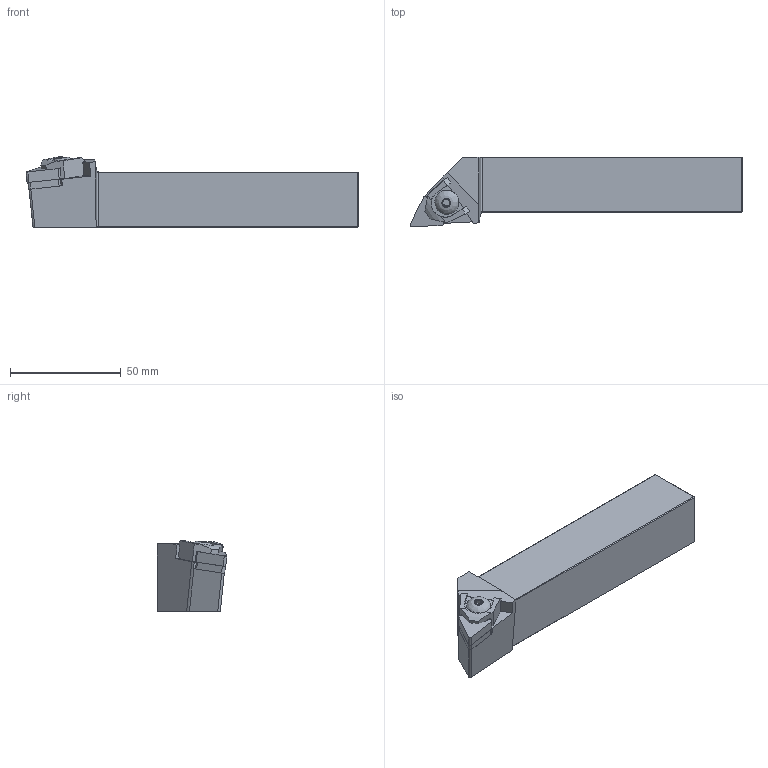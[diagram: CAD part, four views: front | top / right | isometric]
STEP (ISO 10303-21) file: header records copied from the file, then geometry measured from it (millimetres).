
FILE_DESCRIPTION(/* description */ (''),/* implementation_level */ '2;1');
FILE_NAME(/* name */ 'MTJNR-2525-M16.stp',/* time_stamp */ '2023-10-03T17:29:26+03:00',/* author */ (''),/* organization */ (''),/* preprocessor_version */ 'ST-DEVELOPER v19.4',/* originating_system */ 'SIEMENS PLM Software NX2306.3001',/* authorisation */ '');
FILE_SCHEMA (('AUTOMOTIVE_DESIGN { 1 0 10303 214 3 1 1 1 }'));
Length unit declared in the file: millimetre
Products named in the file (1): MTJNR-2525-M16
Bounding box: 150 x 31.5 x 31.95 mm (x, y, z)
Volume: 91627.5 mm3; surface area: 17041.6 mm2
Topology: 2 solids, 2 shells, 97 faces, 255 edges, 163 vertices
Faces by surface type: plane 76, cylinder 16, cone 3, bspline 2
Full cylindrical faces by diameter (mm): 5.9 x1
Entity records: 3037 total; most frequent: CARTESIAN_POINT 643, ORIENTED_EDGE 498, DIRECTION 469, EDGE_CURVE 249, LINE 197, VECTOR 197, VERTEX_POINT 160, AXIS2_PLACEMENT_3D 136
